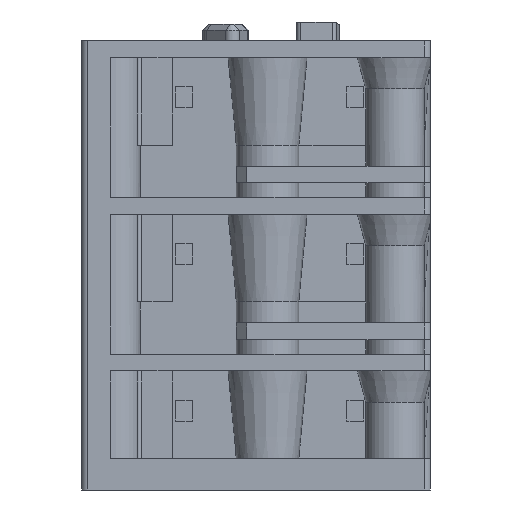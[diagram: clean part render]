
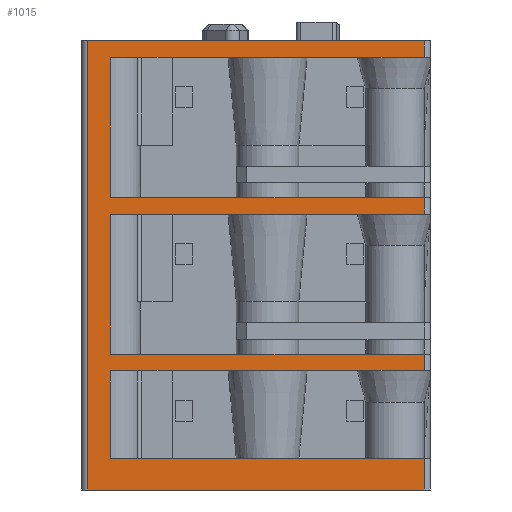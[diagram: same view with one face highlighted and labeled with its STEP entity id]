
A CAD part, front view. The second image highlights one B-rep face of the part: STEP entity #1015.
In plain terms, the highlighted planar face has unit normal (0, -1, 0).
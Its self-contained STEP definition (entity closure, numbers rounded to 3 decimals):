
#1015 = ADVANCED_FACE( '', ( #2194 ), #2195, .F. );
#2194 = FACE_OUTER_BOUND( '', #3528, .T. );
#2195 = PLANE( '', #3529 );
#3528 = EDGE_LOOP( '', ( #6582, #6583, #6584, #6585, #6586, #6587, #6588, #6589, #6590, #6591, #6592, #6593, #6594, #6595, #6596, #6597, #6598, #6599, #6600 ) );
#3529 = AXIS2_PLACEMENT_3D( '', #6601, #6602, #6603 );
#6582 = ORIENTED_EDGE( '', *, *, #9277, .T. );
#6583 = ORIENTED_EDGE( '', *, *, #9278, .T. );
#6584 = ORIENTED_EDGE( '', *, *, #8725, .F. );
#6585 = ORIENTED_EDGE( '', *, *, #9279, .F. );
#6586 = ORIENTED_EDGE( '', *, *, #8659, .F. );
#6587 = ORIENTED_EDGE( '', *, *, #9280, .T. );
#6588 = ORIENTED_EDGE( '', *, *, #9281, .T. );
#6589 = ORIENTED_EDGE( '', *, *, #8470, .F. );
#6590 = ORIENTED_EDGE( '', *, *, #9081, .F. );
#6591 = ORIENTED_EDGE( '', *, *, #9043, .F. );
#6592 = ORIENTED_EDGE( '', *, *, #8626, .T. );
#6593 = ORIENTED_EDGE( '', *, *, #8338, .T. );
#6594 = ORIENTED_EDGE( '', *, *, #8653, .F. );
#6595 = ORIENTED_EDGE( '', *, *, #9282, .F. );
#6596 = ORIENTED_EDGE( '', *, *, #8599, .F. );
#6597 = ORIENTED_EDGE( '', *, *, #8119, .T. );
#6598 = ORIENTED_EDGE( '', *, *, #8689, .T. );
#6599 = ORIENTED_EDGE( '', *, *, #8197, .F. );
#6600 = ORIENTED_EDGE( '', *, *, #9262, .F. );
#6601 = CARTESIAN_POINT( '', ( -12.8, 0., 20. ) );
#6602 = DIRECTION( '', ( 0., 1., 0. ) );
#6603 = DIRECTION( '', ( 0., 0., 1. ) );
#8119 = EDGE_CURVE( '', #9776, #9774, #9777, .T. );
#8197 = EDGE_CURVE( '', #9912, #9913, #9914, .T. );
#8338 = EDGE_CURVE( '', #10162, #10160, #10163, .T. );
#8470 = EDGE_CURVE( '', #10383, #10386, #10387, .T. );
#8599 = EDGE_CURVE( '', #9776, #10585, #10586, .T. );
#8626 = EDGE_CURVE( '', #10625, #10162, #10626, .T. );
#8653 = EDGE_CURVE( '', #10670, #10160, #10673, .T. );
#8659 = EDGE_CURVE( '', #10681, #10676, #10683, .T. );
#8689 = EDGE_CURVE( '', #9774, #9913, #10734, .T. );
#8725 = EDGE_CURVE( '', #10784, #10787, #10788, .T. );
#9043 = EDGE_CURVE( '', #10625, #11254, #11255, .T. );
#9081 = EDGE_CURVE( '', #11254, #10383, #11308, .T. );
#9262 = EDGE_CURVE( '', #11530, #9912, #11532, .T. );
#9277 = EDGE_CURVE( '', #11530, #11550, #11551, .T. );
#9278 = EDGE_CURVE( '', #11550, #10787, #11552, .T. );
#9279 = EDGE_CURVE( '', #10676, #10784, #11553, .T. );
#9280 = EDGE_CURVE( '', #10681, #11386, #11554, .T. );
#9281 = EDGE_CURVE( '', #11386, #10386, #11555, .T. );
#9282 = EDGE_CURVE( '', #10585, #10670, #11556, .T. );
#9774 = VERTEX_POINT( '', #12147 );
#9776 = VERTEX_POINT( '', #12149 );
#9777 = LINE( '', #12150, #12151 );
#9912 = VERTEX_POINT( '', #12329 );
#9913 = VERTEX_POINT( '', #12330 );
#9914 = LINE( '', #12331, #12332 );
#10160 = VERTEX_POINT( '', #12685 );
#10162 = VERTEX_POINT( '', #12687 );
#10163 = LINE( '', #12688, #12689 );
#10383 = VERTEX_POINT( '', #13010 );
#10386 = VERTEX_POINT( '', #13013 );
#10387 = LINE( '', #13014, #13015 );
#10585 = VERTEX_POINT( '', #13312 );
#10586 = LINE( '', #13313, #13314 );
#10625 = VERTEX_POINT( '', #13368 );
#10626 = LINE( '', #13369, #13370 );
#10670 = VERTEX_POINT( '', #13439 );
#10673 = LINE( '', #13442, #13443 );
#10676 = VERTEX_POINT( '', #13447 );
#10681 = VERTEX_POINT( '', #13453 );
#10683 = LINE( '', #13455, #13456 );
#10734 = LINE( '', #13524, #13525 );
#10784 = VERTEX_POINT( '', #13595 );
#10787 = VERTEX_POINT( '', #13598 );
#10788 = LINE( '', #13599, #13600 );
#11254 = VERTEX_POINT( '', #14273 );
#11255 = LINE( '', #14274, #14275 );
#11308 = LINE( '', #14360, #14361 );
#11386 = VERTEX_POINT( '', #14475 );
#11530 = VERTEX_POINT( '', #14718 );
#11532 = LINE( '', #14720, #14721 );
#11550 = VERTEX_POINT( '', #14757 );
#11551 = LINE( '', #14758, #14759 );
#11552 = LINE( '', #14760, #14761 );
#11553 = LINE( '', #14762, #14763 );
#11554 = LINE( '', #14764, #14765 );
#11555 = LINE( '', #14766, #14767 );
#11556 = LINE( '', #14768, #14769 );
#12147 = CARTESIAN_POINT( '', ( -4.2, 0., 19.2 ) );
#12149 = CARTESIAN_POINT( '', ( -11.7, 0., 19.2 ) );
#12150 = CARTESIAN_POINT( '', ( -12.8, 0., 19.2 ) );
#12151 = VECTOR( '', #15353, 1000. );
#12329 = CARTESIAN_POINT( '', ( 3.3, 0., 20. ) );
#12330 = CARTESIAN_POINT( '', ( 3.3, 0., 19.2 ) );
#12331 = CARTESIAN_POINT( '', ( 3.3, 0., 20. ) );
#12332 = VECTOR( '', #15457, 1000. );
#12685 = CARTESIAN_POINT( '', ( 3.3, 0., 11.7 ) );
#12687 = CARTESIAN_POINT( '', ( -4.2, 0., 11.7 ) );
#12688 = CARTESIAN_POINT( '', ( -12.8, 0., 11.7 ) );
#12689 = VECTOR( '', #15639, 1000. );
#13010 = CARTESIAN_POINT( '', ( 3.3, 0., 5. ) );
#13013 = CARTESIAN_POINT( '', ( 3.3, 0., 4.2 ) );
#13014 = CARTESIAN_POINT( '', ( 3.3, 0., 20. ) );
#13015 = VECTOR( '', #15802, 1000. );
#13312 = CARTESIAN_POINT( '', ( -11.7, 0., 12.5 ) );
#13313 = CARTESIAN_POINT( '', ( -11.7, 0., 19.2 ) );
#13314 = VECTOR( '', #15950, 1000. );
#13368 = CARTESIAN_POINT( '', ( -11.7, 0., 11.7 ) );
#13369 = CARTESIAN_POINT( '', ( -12.8, 0., 11.7 ) );
#13370 = VECTOR( '', #15981, 1000. );
#13439 = CARTESIAN_POINT( '', ( 3.3, 0., 12.5 ) );
#13442 = CARTESIAN_POINT( '', ( 3.3, 0., 20. ) );
#13443 = VECTOR( '', #16016, 1000. );
#13447 = CARTESIAN_POINT( '', ( -11.7, 0., 0. ) );
#13453 = CARTESIAN_POINT( '', ( -11.7, 0., 4.2 ) );
#13455 = CARTESIAN_POINT( '', ( -11.7, 0., 4.2 ) );
#13456 = VECTOR( '', #16025, 1000. );
#13524 = CARTESIAN_POINT( '', ( -12.8, 0., 19.2 ) );
#13525 = VECTOR( '', #16070, 1000. );
#13595 = CARTESIAN_POINT( '', ( 3.3, 0., 0. ) );
#13598 = CARTESIAN_POINT( '', ( 3.3, 0., -1.5 ) );
#13599 = CARTESIAN_POINT( '', ( 3.3, 0., 20. ) );
#13600 = VECTOR( '', #16109, 1000. );
#14273 = CARTESIAN_POINT( '', ( -11.7, 0., 5. ) );
#14274 = CARTESIAN_POINT( '', ( -11.7, 0., 11.7 ) );
#14275 = VECTOR( '', #16488, 1000. );
#14360 = CARTESIAN_POINT( '', ( -12.8, 0., 5. ) );
#14361 = VECTOR( '', #16528, 1000. );
#14475 = CARTESIAN_POINT( '', ( -4.2, 0., 4.2 ) );
#14718 = CARTESIAN_POINT( '', ( -12.8, 0., 20. ) );
#14720 = CARTESIAN_POINT( '', ( -12.8, 0., 20. ) );
#14721 = VECTOR( '', #16708, 1000. );
#14757 = CARTESIAN_POINT( '', ( -12.8, 0., -1.5 ) );
#14758 = CARTESIAN_POINT( '', ( -12.8, 0., 20. ) );
#14759 = VECTOR( '', #16718, 1000. );
#14760 = CARTESIAN_POINT( '', ( -12.8, 0., -1.5 ) );
#14761 = VECTOR( '', #16719, 1000. );
#14762 = CARTESIAN_POINT( '', ( -12.8, 0., 0. ) );
#14763 = VECTOR( '', #16720, 1000. );
#14764 = CARTESIAN_POINT( '', ( -12.8, 0., 4.2 ) );
#14765 = VECTOR( '', #16721, 1000. );
#14766 = CARTESIAN_POINT( '', ( -12.8, 0., 4.2 ) );
#14767 = VECTOR( '', #16722, 1000. );
#14768 = CARTESIAN_POINT( '', ( -12.8, 0., 12.5 ) );
#14769 = VECTOR( '', #16723, 1000. );
#15353 = DIRECTION( '', ( 1., 0., 0. ) );
#15457 = DIRECTION( '', ( 0., 0., -1. ) );
#15639 = DIRECTION( '', ( 1., 0., 0. ) );
#15802 = DIRECTION( '', ( 0., 0., -1. ) );
#15950 = DIRECTION( '', ( 0., 0., -1. ) );
#15981 = DIRECTION( '', ( 1., 0., 0. ) );
#16016 = DIRECTION( '', ( 0., 0., -1. ) );
#16025 = DIRECTION( '', ( 0., 0., -1. ) );
#16070 = DIRECTION( '', ( 1., 0., 0. ) );
#16109 = DIRECTION( '', ( 0., 0., -1. ) );
#16488 = DIRECTION( '', ( 0., 0., -1. ) );
#16528 = DIRECTION( '', ( 1., 0., 0. ) );
#16708 = DIRECTION( '', ( 1., 0., 0. ) );
#16718 = DIRECTION( '', ( 0., 0., -1. ) );
#16719 = DIRECTION( '', ( 1., 0., 0. ) );
#16720 = DIRECTION( '', ( 1., 0., 0. ) );
#16721 = DIRECTION( '', ( 1., 0., 0. ) );
#16722 = DIRECTION( '', ( 1., 0., 0. ) );
#16723 = DIRECTION( '', ( 1., 0., 0. ) );
